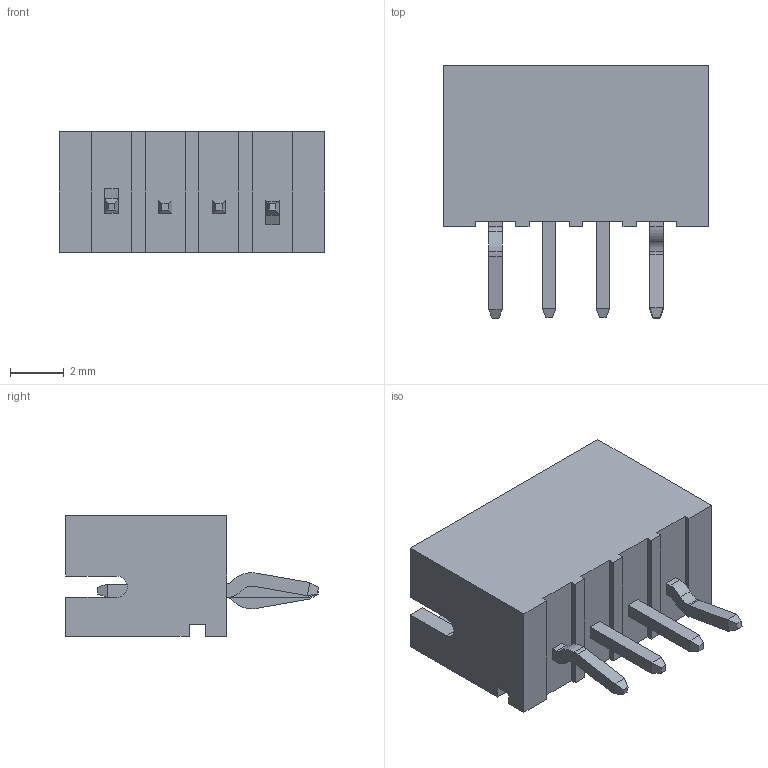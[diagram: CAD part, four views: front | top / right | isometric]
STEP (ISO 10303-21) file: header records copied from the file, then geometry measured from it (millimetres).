
FILE_DESCRIPTION (( 'STEP AP214' ), '1' );
FILE_NAME ('B4B-PH-K.STEP', '2022-04-14T18:59:05', ( '' ), ( '' ), 'SwSTEP 2.0', 'SolidWorks 2017', '' );
FILE_SCHEMA (( 'AUTOMOTIVE_DESIGN' ));
Length unit declared in the file: millimetre
Products named in the file (2): B4B-PH-K; B4B-PH-K-body_B4B-PH-K
Assembly tree (1 placements, depth 2):
  B4B-PH-K
    B4B-PH-K-body_B4B-PH-K
Bounding box: 9.9 x 9.42 x 4.5 mm (x, y, z)
Volume: 124.4 mm3; surface area: 428.6 mm2
Topology: 5 solids, 5 shells, 150 faces, 397 edges, 254 vertices
Faces by surface type: plane 136, cylinder 14
Entity records: 4659 total; most frequent: CARTESIAN_POINT 805, ORIENTED_EDGE 794, DIRECTION 733, EDGE_CURVE 397, LINE 369, VECTOR 369, VERTEX_POINT 254, AXIS2_PLACEMENT_3D 182
